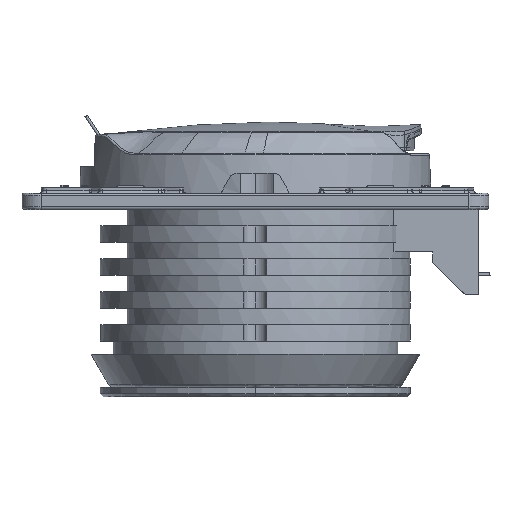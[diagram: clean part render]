
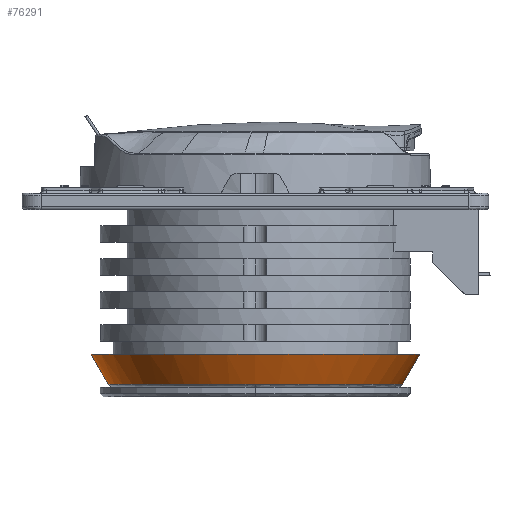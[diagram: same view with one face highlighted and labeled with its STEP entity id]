
A CAD part, left-side view. The second image highlights one B-rep face of the part: STEP entity #76291.
In plain terms, the highlighted conical face has half-angle 30 degrees and reference radius 25 mm.
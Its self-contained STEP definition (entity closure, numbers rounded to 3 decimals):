
#76277=AXIS2_PLACEMENT_3D('Cone Axis2P3D',#76274,#76275,#76276) ;
#76281=AXIS2_PLACEMENT_3D('Circle Axis2P3D',#76279,#76280,$) ;
#76087=CARTESIAN_POINT('Vertex',(0.,22.344,-25.6)) ;
#76111=CARTESIAN_POINT('Vertex',(-22.344,0.,-25.6)) ;
#76115=CARTESIAN_POINT('Control Point',(0.,22.344,-25.6)) ;
#76116=CARTESIAN_POINT('Control Point',(-14.896,22.344,-25.6)) ;
#76117=CARTESIAN_POINT('Control Point',(-22.344,11.172,-25.6)) ;
#76118=CARTESIAN_POINT('Control Point',(-22.344,0.,-25.6)) ;
#76133=CARTESIAN_POINT('Line Origine',(0.,-250012.5,432970.051)) ;
#76137=CARTESIAN_POINT('Vertex',(0.,-22.344,-25.6)) ;
#76139=CARTESIAN_POINT('Vertex',(0.,-25.,-21.)) ;
#76147=CARTESIAN_POINT('Line Origine',(0.,250012.5,432970.051)) ;
#76151=CARTESIAN_POINT('Vertex',(0.,25.,-21.)) ;
#76185=CARTESIAN_POINT('Control Point',(-22.344,0.,-25.6)) ;
#76186=CARTESIAN_POINT('Control Point',(-22.344,-11.172,-25.6)) ;
#76187=CARTESIAN_POINT('Control Point',(-14.896,-22.344,-25.6)) ;
#76188=CARTESIAN_POINT('Control Point',(0.,-22.344,-25.6)) ;
#76274=CARTESIAN_POINT('Axis2P3D Location',(0.,0.,-21.)) ;
#76279=CARTESIAN_POINT('Axis2P3D Location',(0.,0.,-21.)) ;
#76134=DIRECTION('Vector Direction',(0.,-0.5,0.866)) ;
#76148=DIRECTION('Vector Direction',(0.,0.5,0.866)) ;
#76275=DIRECTION('Axis2P3D Direction',(0.,0.,1.)) ;
#76276=DIRECTION('Axis2P3D XDirection',(0.,1.,0.)) ;
#76280=DIRECTION('Axis2P3D Direction',(0.,-0.,1.)) ;
#76135=VECTOR('Line Direction',#76134,1.) ;
#76149=VECTOR('Line Direction',#76148,1.) ;
#76285=ORIENTED_EDGE('',*,*,#76119,.T.) ;
#76286=ORIENTED_EDGE('',*,*,#76189,.T.) ;
#76287=ORIENTED_EDGE('',*,*,#76141,.T.) ;
#76288=ORIENTED_EDGE('',*,*,#76283,.T.) ;
#76289=ORIENTED_EDGE('',*,*,#76153,.F.) ;
#76291=ADVANCED_FACE('NAUO2\\Import\X2\00E9\X0\e1',(#76290),#76278,.T.) ;
#76282=CIRCLE('generated circle',#76281,25.) ;
#76278=CONICAL_SURFACE('Cone',#76277,25.,0.524) ;
#76119=EDGE_CURVE('',#76088,#76112,#76114,.T.) ;
#76141=EDGE_CURVE('',#76138,#76140,#76136,.T.) ;
#76153=EDGE_CURVE('',#76088,#76152,#76150,.T.) ;
#76189=EDGE_CURVE('',#76112,#76138,#76184,.T.) ;
#76283=EDGE_CURVE('',#76140,#76152,#76282,.F.) ;
#76284=EDGE_LOOP('',(#76285,#76286,#76287,#76288,#76289)) ;
#76290=FACE_OUTER_BOUND('',#76284,.T.) ;
#76136=LINE('Line',#76133,#76135) ;
#76150=LINE('Line',#76147,#76149) ;
#76088=VERTEX_POINT('',#76087) ;
#76112=VERTEX_POINT('',#76111) ;
#76138=VERTEX_POINT('',#76137) ;
#76140=VERTEX_POINT('',#76139) ;
#76152=VERTEX_POINT('',#76151) ;
#76114=(BOUNDED_CURVE()B_SPLINE_CURVE(3,(#76115,#76116,#76117,#76118),.UNSPECIFIED.,.F.,.U.)B_SPLINE_CURVE_WITH_KNOTS((4,4),(66.103,132.206),.UNSPECIFIED.)CURVE()GEOMETRIC_REPRESENTATION_ITEM()RATIONAL_B_SPLINE_CURVE((0.5,0.5,0.667,1.))REPRESENTATION_ITEM('')) ;
#76184=(BOUNDED_CURVE()B_SPLINE_CURVE(3,(#76185,#76186,#76187,#76188),.UNSPECIFIED.,.F.,.U.)B_SPLINE_CURVE_WITH_KNOTS((4,4),(0.,66.103),.UNSPECIFIED.)CURVE()GEOMETRIC_REPRESENTATION_ITEM()RATIONAL_B_SPLINE_CURVE((1.,0.667,0.5,0.5))REPRESENTATION_ITEM('')) ;
